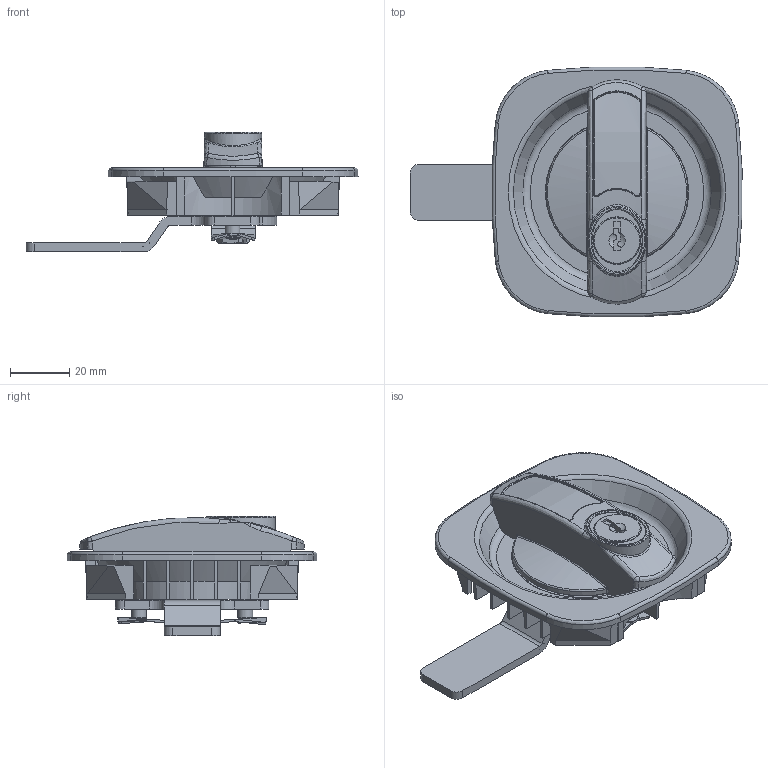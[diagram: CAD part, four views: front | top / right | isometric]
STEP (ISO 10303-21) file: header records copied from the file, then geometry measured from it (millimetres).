
FILE_DESCRIPTION(('STEP AP203'),'1');
FILE_NAME('035.20.11.03.02.step','2013-06-13T06:09:00',(' '),(' '),'Spatial InterOp 3D',' ',' ');
FILE_SCHEMA(('CONFIG_CONTROL_DESIGN'));
Length unit declared in the file: millimetre
Products named in the file (8): 1; 2; 3; 4; 5; 6; 7; 8
Bounding box: 112.52 x 84.72 x 40.5 mm (x, y, z)
Volume: 50998.6 mm3; surface area: 47654.8 mm2
Topology: 8 solids, 8 shells, 925 faces, 2569 edges, 1668 vertices
Faces by surface type: plane 556, cylinder 160, bspline 103, cone 64, torus 30, sphere 9, extrusion 3
Full cylindrical faces by diameter (mm): 4.3 x2, 4.5 x2, 5 x2, 5.5 x1, 6 x2, 10.5 x1, 12.5 x1, 14 x1, 14.2 x1, 16 x1, 16.1 x1, 16.5 x1, 19 x1
Entity records: 43016 total; most frequent: CARTESIAN_POINT 19767, ORIENTED_EDGE 4996, DIRECTION 4517, EDGE_CURVE 2498, VERTEX_POINT 1653, AXIS2_PLACEMENT_3D 1569, VECTOR 1379, LINE 1376
